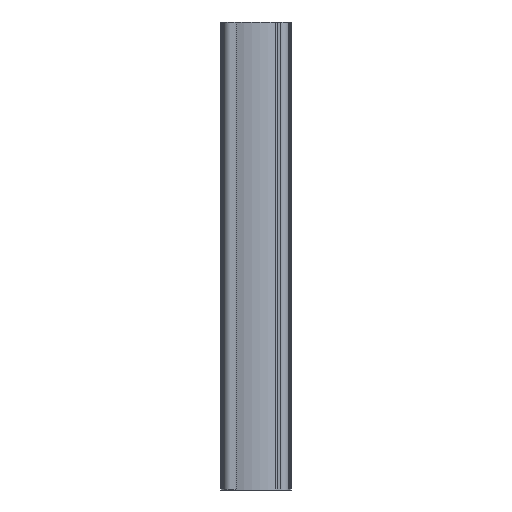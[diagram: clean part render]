
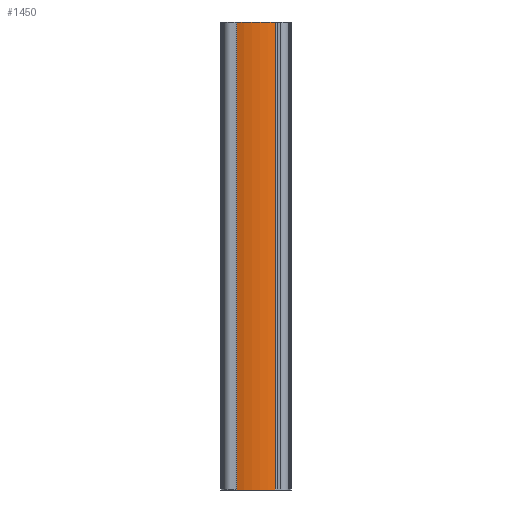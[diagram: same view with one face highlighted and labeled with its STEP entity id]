
A CAD part, front view. The second image highlights one B-rep face of the part: STEP entity #1450.
In plain terms, the highlighted cylindrical face has radius 60 mm (diameter 120 mm), a partial arc.
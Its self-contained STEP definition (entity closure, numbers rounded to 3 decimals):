
#159 = FACE_OUTER_BOUND ( 'NONE', #3319, .T. ) ;
#208 = CARTESIAN_POINT ( 'NONE',  ( 20.723, -56.308, -278. ) ) ;
#365 = CARTESIAN_POINT ( 'NONE',  ( -20.723, -56.308, -278. ) ) ;
#441 = CIRCLE ( 'NONE', #860, 60. ) ;
#552 = CARTESIAN_POINT ( 'NONE',  ( 20.723, -56.308, -778. ) ) ;
#628 = VERTEX_POINT ( 'NONE', #208 ) ;
#723 = CARTESIAN_POINT ( 'NONE',  ( 20.723, -56.308, 22. ) ) ;
#824 = CYLINDRICAL_SURFACE ( 'NONE', #2689, 60. ) ;
#833 = EDGE_CURVE ( 'NONE', #1060, #1932, #2524, .T. ) ;
#860 = AXIS2_PLACEMENT_3D ( 'NONE', #3571, #3009, #1189 ) ;
#929 = DIRECTION ( 'NONE',  ( 0., 0., 1. ) ) ;
#932 = AXIS2_PLACEMENT_3D ( 'NONE', #3091, #2147, #2748 ) ;
#1060 = VERTEX_POINT ( 'NONE', #1868 ) ;
#1098 = EDGE_CURVE ( 'NONE', #1346, #628, #2383, .T. ) ;
#1102 = VECTOR ( 'NONE', #2669, 1000. ) ;
#1189 = DIRECTION ( 'NONE',  ( -1., 0., 0. ) ) ;
#1277 = ORIENTED_EDGE ( 'NONE', *, *, #1098, .T. ) ;
#1346 = VERTEX_POINT ( 'NONE', #552 ) ;
#1450 = ADVANCED_FACE ( 'NONE', ( #159 ), #824, .T. ) ;
#1534 = VECTOR ( 'NONE', #1975, 1000. ) ;
#1868 = CARTESIAN_POINT ( 'NONE',  ( -20.723, -56.308, -778. ) ) ;
#1932 = VERTEX_POINT ( 'NONE', #365 ) ;
#1975 = DIRECTION ( 'NONE',  ( 0., 0., 1. ) ) ;
#2147 = DIRECTION ( 'NONE',  ( 0., 0., -1. ) ) ;
#2185 = CIRCLE ( 'NONE', #932, 60. ) ;
#2361 = EDGE_CURVE ( 'NONE', #1346, #1060, #441, .T. ) ;
#2383 = LINE ( 'NONE', #723, #1534 ) ;
#2524 = LINE ( 'NONE', #3857, #1102 ) ;
#2535 = EDGE_CURVE ( 'NONE', #628, #1932, #2185, .T. ) ;
#2669 = DIRECTION ( 'NONE',  ( 0., 0., 1. ) ) ;
#2689 = AXIS2_PLACEMENT_3D ( 'NONE', #3881, #929, #3399 ) ;
#2748 = DIRECTION ( 'NONE',  ( -1., 0., 0. ) ) ;
#2924 = ORIENTED_EDGE ( 'NONE', *, *, #2535, .T. ) ;
#3009 = DIRECTION ( 'NONE',  ( 0., 0., -1. ) ) ;
#3091 = CARTESIAN_POINT ( 'NONE',  ( 0., 0., -278. ) ) ;
#3319 = EDGE_LOOP ( 'NONE', ( #1277, #2924, #3524, #3862 ) ) ;
#3399 = DIRECTION ( 'NONE',  ( 1., 0., 0. ) ) ;
#3524 = ORIENTED_EDGE ( 'NONE', *, *, #833, .F. ) ;
#3571 = CARTESIAN_POINT ( 'NONE',  ( 0., 0., -778. ) ) ;
#3857 = CARTESIAN_POINT ( 'NONE',  ( -20.723, -56.308, -778. ) ) ;
#3862 = ORIENTED_EDGE ( 'NONE', *, *, #2361, .F. ) ;
#3881 = CARTESIAN_POINT ( 'NONE',  ( 0., 0., 22. ) ) ;
